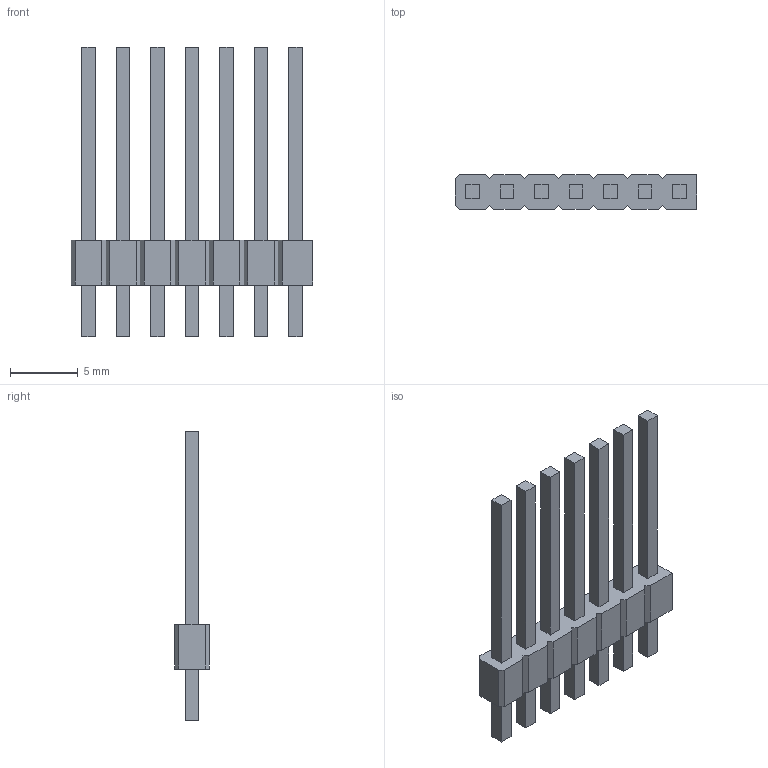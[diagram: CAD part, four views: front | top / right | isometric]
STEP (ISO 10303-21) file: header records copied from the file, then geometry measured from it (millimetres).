
FILE_DESCRIPTION(('FreeCAD Model'),'2;1');
FILE_NAME('Open CASCADE Shape Model','2024-05-06T12:15:55',('Author'),( ''),'Open CASCADE STEP processor 7.6','FreeCAD','Unknown');
FILE_SCHEMA(('AUTOMOTIVE_DESIGN { 1 0 10303 214 1 1 1 1 }'));
Length unit declared in the file: millimetre
Products named in the file (1): Molex - 22-10-2074 005
Bounding box: 17.78 x 2.54 x 21.33 mm (x, y, z)
Volume: 271.4 mm3; surface area: 735.6 mm2
Topology: 1 solids, 1 shells, 114 faces, 294 edges, 196 vertices
Faces by surface type: plane 114
Entity records: 7242 total; most frequent: CARTESIAN_POINT 1193, DIRECTION 1112, LINE 882, VECTOR 882, ORIENTED_EDGE 588, PCURVE 588, DEFINITIONAL_REPRESENTATION 588, EDGE_CURVE 294
